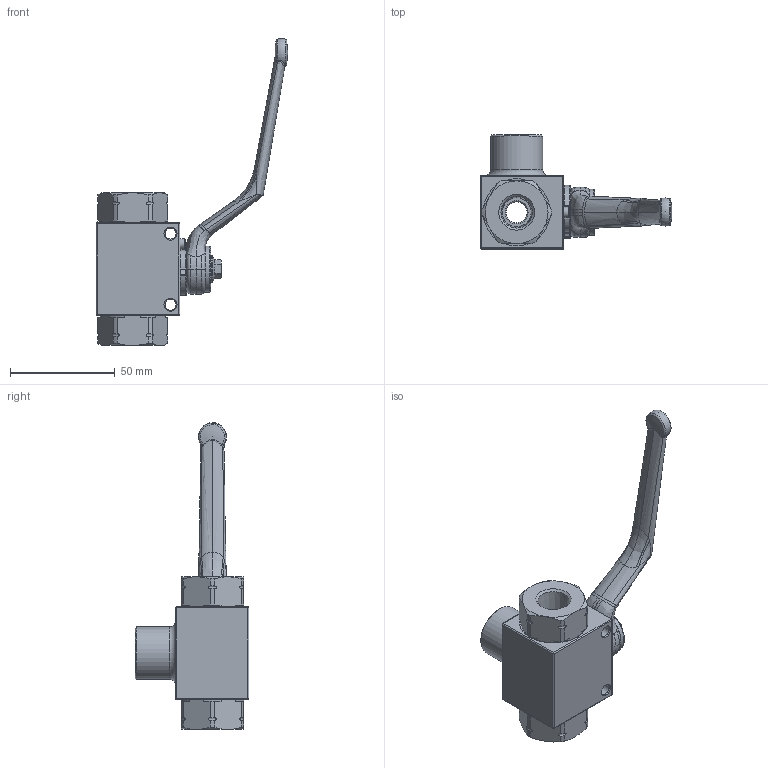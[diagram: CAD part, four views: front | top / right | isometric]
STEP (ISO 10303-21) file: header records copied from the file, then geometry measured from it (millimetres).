
FILE_DESCRIPTION(/* description */ (''),/* implementation_level */ '2;1');
FILE_NAME(/* name */ 'GE3NNT2_____F10.stp',/* time_stamp */ '2020-02-12T17:19:28+01:00',/* author */ ('francesca.patelli'),/* organization */ (''),/* preprocessor_version */ 'ST-DEVELOPER v18',/* originating_system */ 'Autodesk Inventor 2020',/* authorisation */ '');
FILE_SCHEMA (('AUTOMOTIVE_DESIGN { 1 0 10303 214 3 1 1 }'));
Length unit declared in the file: millimetre
Products named in the file (1): Parte2
Bounding box: 91.54 x 54.5 x 146.75 mm (x, y, z)
Volume: 80087.1 mm3; surface area: 29615.8 mm2
Topology: 2 solids, 5 shells, 424 faces, 1119 edges, 708 vertices
Faces by surface type: cylinder 116, plane 114, bspline 71, cone 64, torus 45, sphere 14
Full cylindrical faces by diameter (mm): 2.004 x1, 5 x3, 5.25 x2, 10 x3, 13 x1, 13.889 x3, 14 x1, 17 x1, 22 x1, 22.7 x2, 24.376 x1, 25 x1, 26.7 x2, 32.2 x2
Entity records: 33682 total; most frequent: CARTESIAN_POINT 23094, ORIENTED_EDGE 2222, DIRECTION 2030, EDGE_CURVE 1111, AXIS2_PLACEMENT_3D 833, VERTEX_POINT 708, CIRCLE 466, EDGE_LOOP 457
